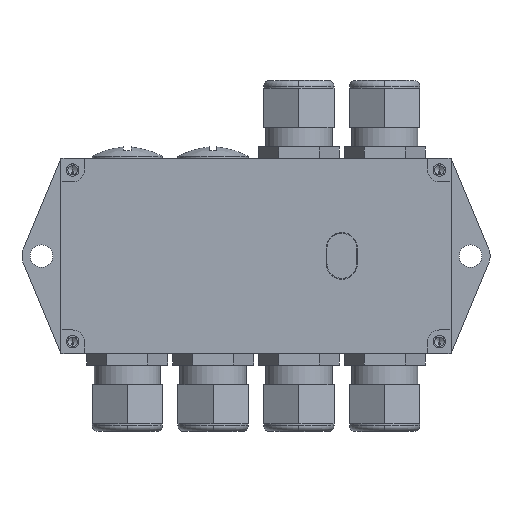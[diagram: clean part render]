
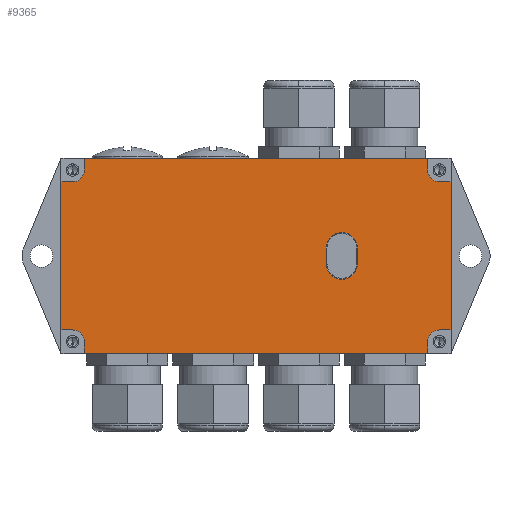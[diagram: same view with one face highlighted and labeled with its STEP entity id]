
A CAD part, top view. The second image highlights one B-rep face of the part: STEP entity #9365.
In plain terms, the highlighted planar face has unit normal (0, 0, 1).
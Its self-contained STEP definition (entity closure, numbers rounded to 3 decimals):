
#6129=CARTESIAN_POINT('',(-47.,19.,2.));
#6130=VERTEX_POINT('',#6129);
#6137=CARTESIAN_POINT('',(-44.,22.,2.));
#6138=VERTEX_POINT('',#6137);
#6139=CARTESIAN_POINT('',(-47.,22.,2.));
#6140=DIRECTION('',(0.0,0.0,-1.0));
#6141=DIRECTION('',(0.0,1.0,0.0));
#6142=AXIS2_PLACEMENT_3D('',#6139,#6140,#6141);
#6143=CIRCLE('',#6142,3.0);
#6144=EDGE_CURVE('',#6138,#6130,#6143,.T.);
#6169=CARTESIAN_POINT('',(-44.,25.0,2.));
#6170=VERTEX_POINT('',#6169);
#6171=CARTESIAN_POINT('',(-44.,25.0,2.));
#6172=DIRECTION('',(0.0,-1.0,0.0));
#6173=VECTOR('',#6172,3.);
#6174=LINE('',#6171,#6173);
#6175=EDGE_CURVE('',#6170,#6138,#6174,.T.);
#6199=CARTESIAN_POINT('',(-50.,19.,2.));
#6200=VERTEX_POINT('',#6199);
#6207=CARTESIAN_POINT('',(-47.,19.,2.));
#6208=DIRECTION('',(-1.0,0.0,0.0));
#6209=VECTOR('',#6208,3.0);
#6210=LINE('',#6207,#6209);
#6211=EDGE_CURVE('',#6130,#6200,#6210,.T.);
#6268=CARTESIAN_POINT('',(44.,22.,2.));
#6269=VERTEX_POINT('',#6268);
#6276=CARTESIAN_POINT('',(47.,19.,2.));
#6277=VERTEX_POINT('',#6276);
#6278=CARTESIAN_POINT('',(47.,22.,2.));
#6279=DIRECTION('',(0.0,0.0,-1.0));
#6280=DIRECTION('',(0.0,1.0,0.0));
#6281=AXIS2_PLACEMENT_3D('',#6278,#6279,#6280);
#6282=CIRCLE('',#6281,3.0);
#6283=EDGE_CURVE('',#6277,#6269,#6282,.T.);
#6308=CARTESIAN_POINT('',(50.,19.,2.));
#6309=VERTEX_POINT('',#6308);
#6310=CARTESIAN_POINT('',(50.,19.,2.));
#6311=DIRECTION('',(-1.0,0.0,0.0));
#6312=VECTOR('',#6311,3.);
#6313=LINE('',#6310,#6312);
#6314=EDGE_CURVE('',#6309,#6277,#6313,.T.);
#6338=CARTESIAN_POINT('',(44.,25.,2.));
#6339=VERTEX_POINT('',#6338);
#6346=CARTESIAN_POINT('',(44.,22.,2.));
#6347=DIRECTION('',(0.0,1.0,0.0));
#6348=VECTOR('',#6347,3.);
#6349=LINE('',#6346,#6348);
#6350=EDGE_CURVE('',#6269,#6339,#6349,.T.);
#6407=CARTESIAN_POINT('',(47.,-19.0,2.));
#6408=VERTEX_POINT('',#6407);
#6415=CARTESIAN_POINT('',(44.,-22.,2.));
#6416=VERTEX_POINT('',#6415);
#6417=CARTESIAN_POINT('',(47.,-22.0,2.));
#6418=DIRECTION('',(0.0,0.0,-1.0));
#6419=DIRECTION('',(0.0,1.0,0.0));
#6420=AXIS2_PLACEMENT_3D('',#6417,#6418,#6419);
#6421=CIRCLE('',#6420,3.0);
#6422=EDGE_CURVE('',#6416,#6408,#6421,.T.);
#6447=CARTESIAN_POINT('',(44.,-25.,2.));
#6448=VERTEX_POINT('',#6447);
#6449=CARTESIAN_POINT('',(44.,-25.,2.));
#6450=DIRECTION('',(0.0,1.0,0.0));
#6451=VECTOR('',#6450,3.);
#6452=LINE('',#6449,#6451);
#6453=EDGE_CURVE('',#6448,#6416,#6452,.T.);
#6477=CARTESIAN_POINT('',(50.0,-19.,2.));
#6478=VERTEX_POINT('',#6477);
#6485=CARTESIAN_POINT('',(47.,-19.0,2.));
#6486=DIRECTION('',(1.0,0.0,0.0));
#6487=VECTOR('',#6486,3.);
#6488=LINE('',#6485,#6487);
#6489=EDGE_CURVE('',#6408,#6478,#6488,.T.);
#6546=CARTESIAN_POINT('',(-44.,-22.0,2.));
#6547=VERTEX_POINT('',#6546);
#6554=CARTESIAN_POINT('',(-47.0,-19.0,2.));
#6555=VERTEX_POINT('',#6554);
#6556=CARTESIAN_POINT('',(-47.0,-22.0,2.));
#6557=DIRECTION('',(0.0,0.0,-1.0));
#6558=DIRECTION('',(0.0,1.0,0.0));
#6559=AXIS2_PLACEMENT_3D('',#6556,#6557,#6558);
#6560=CIRCLE('',#6559,3.0);
#6561=EDGE_CURVE('',#6555,#6547,#6560,.T.);
#6586=CARTESIAN_POINT('',(-50.0,-19.,2.));
#6587=VERTEX_POINT('',#6586);
#6588=CARTESIAN_POINT('',(-50.0,-19.,2.));
#6589=DIRECTION('',(1.0,0.0,0.0));
#6590=VECTOR('',#6589,3.0);
#6591=LINE('',#6588,#6590);
#6592=EDGE_CURVE('',#6587,#6555,#6591,.T.);
#6616=CARTESIAN_POINT('',(-44.0,-25.,2.));
#6617=VERTEX_POINT('',#6616);
#6624=CARTESIAN_POINT('',(-44.,-22.0,2.));
#6625=DIRECTION('',(0.0,-1.0,0.0));
#6626=VECTOR('',#6625,3.);
#6627=LINE('',#6624,#6626);
#6628=EDGE_CURVE('',#6547,#6617,#6627,.T.);
#6700=CARTESIAN_POINT('',(-50.0,-19.,2.));
#6701=DIRECTION('',(0.0,1.0,0.0));
#6702=VECTOR('',#6701,38.);
#6703=LINE('',#6700,#6702);
#6704=EDGE_CURVE('',#6587,#6200,#6703,.T.);
#8093=CARTESIAN_POINT('',(26.0,2.,2.));
#8094=VERTEX_POINT('',#8093);
#8101=CARTESIAN_POINT('',(18.0,2.,2.));
#8102=VERTEX_POINT('',#8101);
#8103=CARTESIAN_POINT('',(22.0,2.,2.));
#8104=DIRECTION('',(0.0,0.0,-1.0));
#8105=DIRECTION('',(1.0,0.0,0.0));
#8106=AXIS2_PLACEMENT_3D('',#8103,#8104,#8105);
#8107=CIRCLE('',#8106,4.0);
#8108=EDGE_CURVE('',#8102,#8094,#8107,.T.);
#8133=CARTESIAN_POINT('',(18.0,-2.,2.));
#8134=VERTEX_POINT('',#8133);
#8135=CARTESIAN_POINT('',(18.0,-2.,2.));
#8136=DIRECTION('',(0.0,1.0,0.0));
#8137=VECTOR('',#8136,4.0);
#8138=LINE('',#8135,#8137);
#8139=EDGE_CURVE('',#8134,#8102,#8138,.T.);
#8165=CARTESIAN_POINT('',(26.0,-2.,2.));
#8166=VERTEX_POINT('',#8165);
#8167=CARTESIAN_POINT('',(22.0,-2.,2.));
#8168=DIRECTION('',(0.0,0.0,-1.0));
#8169=DIRECTION('',(1.0,0.0,0.0));
#8170=AXIS2_PLACEMENT_3D('',#8167,#8168,#8169);
#8171=CIRCLE('',#8170,4.0);
#8172=EDGE_CURVE('',#8166,#8134,#8171,.T.);
#8195=CARTESIAN_POINT('',(26.0,2.,2.));
#8196=DIRECTION('',(0.0,-1.0,0.0));
#8197=VECTOR('',#8196,4.0);
#8198=LINE('',#8195,#8197);
#8199=EDGE_CURVE('',#8094,#8166,#8198,.T.);
#9253=CARTESIAN_POINT('',(-44.,25.0,2.));
#9254=DIRECTION('',(1.0,0.0,0.0));
#9255=VECTOR('',#9254,88.0);
#9256=LINE('',#9253,#9255);
#9257=EDGE_CURVE('',#6170,#6339,#9256,.T.);
#9279=CARTESIAN_POINT('',(50.,19.,2.));
#9280=DIRECTION('',(0.0,-1.0,0.0));
#9281=VECTOR('',#9280,38.);
#9282=LINE('',#9279,#9281);
#9283=EDGE_CURVE('',#6309,#6478,#9282,.T.);
#9305=CARTESIAN_POINT('',(44.,-25.,2.));
#9306=DIRECTION('',(-1.0,0.0,0.0));
#9307=VECTOR('',#9306,88.0);
#9308=LINE('',#9305,#9307);
#9309=EDGE_CURVE('',#6448,#6617,#9308,.T.);
#9336=CARTESIAN_POINT('',(0.0,0.0,2.));
#9337=DIRECTION('',(0.0,0.0,1.0));
#9338=DIRECTION('',(1.0,0.0,0.0));
#9339=AXIS2_PLACEMENT_3D('',#9336,#9337,#9338);
#9340=PLANE('',#9339);
#9341=ORIENTED_EDGE('',*,*,#6211,.T.);
#9342=ORIENTED_EDGE('',*,*,#6704,.F.);
#9343=ORIENTED_EDGE('',*,*,#6592,.T.);
#9344=ORIENTED_EDGE('',*,*,#6561,.T.);
#9345=ORIENTED_EDGE('',*,*,#6628,.T.);
#9346=ORIENTED_EDGE('',*,*,#9309,.F.);
#9347=ORIENTED_EDGE('',*,*,#6453,.T.);
#9348=ORIENTED_EDGE('',*,*,#6422,.T.);
#9349=ORIENTED_EDGE('',*,*,#6489,.T.);
#9350=ORIENTED_EDGE('',*,*,#9283,.F.);
#9351=ORIENTED_EDGE('',*,*,#6314,.T.);
#9352=ORIENTED_EDGE('',*,*,#6283,.T.);
#9353=ORIENTED_EDGE('',*,*,#6350,.T.);
#9354=ORIENTED_EDGE('',*,*,#9257,.F.);
#9355=ORIENTED_EDGE('',*,*,#6175,.T.);
#9356=ORIENTED_EDGE('',*,*,#6144,.T.);
#9357=EDGE_LOOP('',(#9341,#9342,#9343,#9344,#9345,#9346,#9347,#9348,#9349,#9350,#9351,#9352,#9353,#9354,#9355,#9356));
#9358=FACE_OUTER_BOUND('',#9357,.T.);
#9359=ORIENTED_EDGE('',*,*,#8108,.T.);
#9360=ORIENTED_EDGE('',*,*,#8199,.T.);
#9361=ORIENTED_EDGE('',*,*,#8172,.T.);
#9362=ORIENTED_EDGE('',*,*,#8139,.T.);
#9363=EDGE_LOOP('',(#9359,#9360,#9361,#9362));
#9364=FACE_BOUND('',#9363,.T.);
#9365=ADVANCED_FACE('',(#9358,#9364),#9340,.T.);
